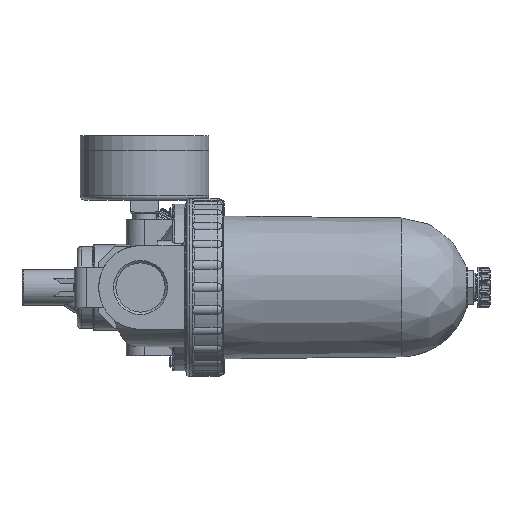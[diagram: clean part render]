
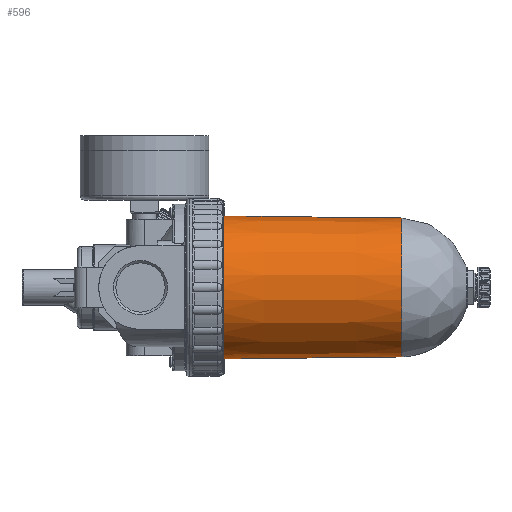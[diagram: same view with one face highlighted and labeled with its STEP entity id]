
A CAD part, left-side view. The second image highlights one B-rep face of the part: STEP entity #596.
In plain terms, the highlighted conical face has half-angle 0.635 degrees and reference radius 34.984 mm.
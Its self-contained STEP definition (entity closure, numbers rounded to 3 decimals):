
#596 = ADVANCED_FACE( '', ( #1798, #1799 ), #1800, .T. );
#1798 = FACE_BOUND( '', #3882, .T. );
#1799 = FACE_OUTER_BOUND( '', #3883, .T. );
#1800 = CONICAL_SURFACE( '', #3884, 34.984, 0.011 );
#3882 = EDGE_LOOP( '', ( #7295 ) );
#3883 = EDGE_LOOP( '', ( #7296 ) );
#3884 = AXIS2_PLACEMENT_3D( '', #7297, #7298, #7299 );
#7295 = ORIENTED_EDGE( '', *, *, #13325, .F. );
#7296 = ORIENTED_EDGE( '', *, *, #13324, .T. );
#7297 = CARTESIAN_POINT( '', ( 0., 0.5, 0. ) );
#7298 = DIRECTION( '', ( 0., 1., 0. ) );
#7299 = DIRECTION( '', ( 0., 0., 1. ) );
#13324 = EDGE_CURVE( '', #15899, #15899, #15900, .T. );
#13325 = EDGE_CURVE( '', #15901, #15901, #15902, .T. );
#15899 = VERTEX_POINT( '', #21849 );
#15900 = CIRCLE( '', #21850, 34.984 );
#15901 = VERTEX_POINT( '', #21851 );
#15902 = CIRCLE( '', #21852, 33.99 );
#21849 = CARTESIAN_POINT( '', ( 0., 0.5, -34.984 ) );
#21850 = AXIS2_PLACEMENT_3D( '', #28446, #28447, #28448 );
#21851 = CARTESIAN_POINT( '', ( 0., -89.254, -33.99 ) );
#21852 = AXIS2_PLACEMENT_3D( '', #28449, #28450, #28451 );
#28446 = CARTESIAN_POINT( '', ( 0., 0.5, 0. ) );
#28447 = DIRECTION( '', ( 0., -1., 0. ) );
#28448 = DIRECTION( '', ( 0., 0., -1. ) );
#28449 = CARTESIAN_POINT( '', ( 0., -89.254, 0. ) );
#28450 = DIRECTION( '', ( 0., -1., 0. ) );
#28451 = DIRECTION( '', ( 0., 0., -1. ) );
